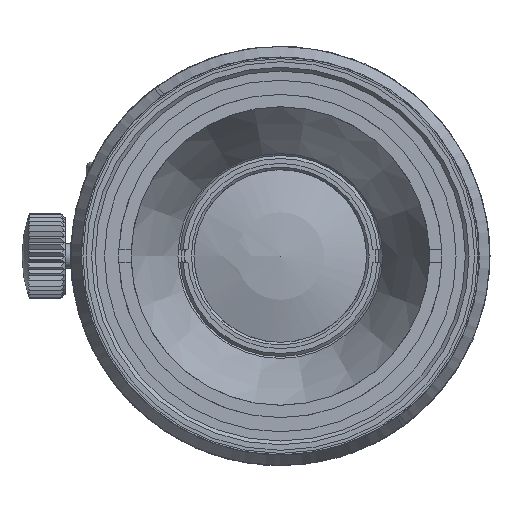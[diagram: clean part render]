
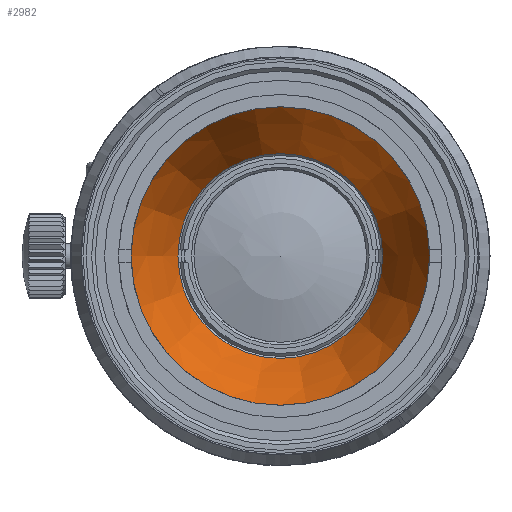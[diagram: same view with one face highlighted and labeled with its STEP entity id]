
A CAD part, left-side view. The second image highlights one B-rep face of the part: STEP entity #2982.
In plain terms, the highlighted conical face has half-angle 25 degrees and reference radius 8.3 mm.
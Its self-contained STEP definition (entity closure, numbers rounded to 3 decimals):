
#1122=CONICAL_SURFACE('',#12636,8.3,25.);
#2982=ADVANCED_FACE('',(#3698,#3699),#1122,.F.);
#3698=FACE_BOUND('',#4311,.T.);
#3699=FACE_BOUND('',#4312,.T.);
#4311=EDGE_LOOP('',(#6165));
#4312=EDGE_LOOP('',(#6166));
#6165=ORIENTED_EDGE('',*,*,#10558,.F.);
#6166=ORIENTED_EDGE('',*,*,#10607,.T.);
#8869=VERTEX_POINT('',#17945);
#8902=VERTEX_POINT('',#18108);
#10558=EDGE_CURVE('',#8869,#8869,#11928,.T.);
#10607=EDGE_CURVE('',#8902,#8902,#11948,.T.);
#11928=CIRCLE('',#12593,8.3);
#11948=CIRCLE('',#12635,12.1);
#12593=AXIS2_PLACEMENT_3D('',#17944,#14447,#14448);
#12635=AXIS2_PLACEMENT_3D('',#18107,#14547,#14548);
#12636=AXIS2_PLACEMENT_3D('',#18109,#14549,#14550);
#14447=DIRECTION('',(-1.,0.,0.));
#14448=DIRECTION('',(0.,1.,0.));
#14547=DIRECTION('',(-1.,0.,0.));
#14548=DIRECTION('',(0.,1.,0.));
#14549=DIRECTION('',(-1.,0.,0.));
#14550=DIRECTION('',(0.,1.,0.));
#17944=CARTESIAN_POINT('',(-39.239,0.,0.));
#17945=CARTESIAN_POINT('',(-39.239,8.3,0.));
#18107=CARTESIAN_POINT('',(-47.388,0.,0.));
#18108=CARTESIAN_POINT('',(-47.388,12.1,0.));
#18109=CARTESIAN_POINT('',(-39.239,0.,0.));
